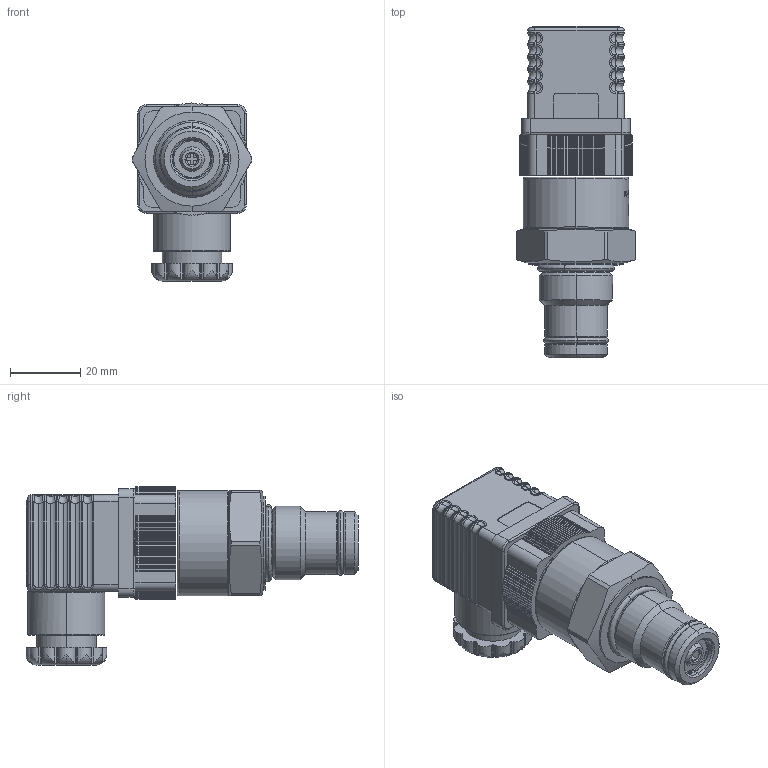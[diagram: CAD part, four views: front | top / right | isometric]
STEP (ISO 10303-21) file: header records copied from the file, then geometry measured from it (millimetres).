
FILE_DESCRIPTION (( 'STEP AP214' ), '1' );
FILE_NAME ('82.STEP', '2020-02-11T10:07:13', ( '' ), ( '' ), 'SwSTEP 2.0', 'SolidWorks 2019', '' );
FILE_SCHEMA (( 'AUTOMOTIVE_DESIGN' ));
Length unit declared in the file: millimetre
Products named in the file (1): 82
Bounding box: 34 x 94.65 x 50.75 mm (x, y, z)
Surface area: 15823.6 mm2 (no closed solid volume)
Topology: 0 solids, 12 shells, 740 faces, 2268 edges, 1496 vertices
Faces by surface type: plane 296, cylinder 260, bspline 92, torus 62, cone 20, sphere 10
Entity records: 37971 total; most frequent: CARTESIAN_POINT 10462, ORIENTED_EDGE 4080, DIRECTION 3833, EDGE_CURVE 2264, VERTEX_POINT 1496, AXIS2_PLACEMENT_3D 1350, VECTOR 1133, LINE 1133
